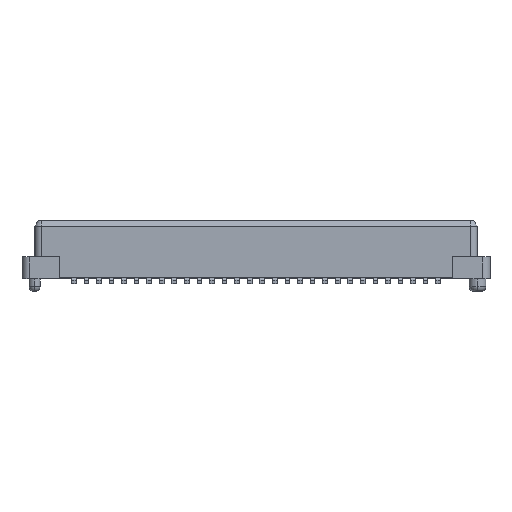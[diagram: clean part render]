
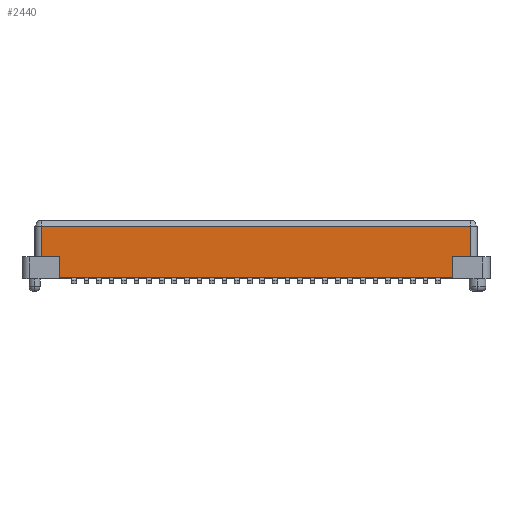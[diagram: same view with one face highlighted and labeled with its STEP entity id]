
A CAD part, top view. The second image highlights one B-rep face of the part: STEP entity #2440.
In plain terms, the highlighted planar face has unit normal (0, 0, 1).
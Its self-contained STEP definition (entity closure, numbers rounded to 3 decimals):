
#77 = VERTEX_POINT ( 'NONE', #1782 ) ;
#89 = AXIS2_PLACEMENT_3D ( 'NONE', #734, #1764, #2770 ) ;
#177 = EDGE_LOOP ( 'NONE', ( #755, #3136, #3005, #1044, #2872, #435, #3101, #2712 ) ) ;
#230 = DIRECTION ( 'NONE',  ( 0., 1., 0. ) ) ;
#251 = DIRECTION ( 'NONE',  ( 0., -1., 0. ) ) ;
#298 = EDGE_CURVE ( 'NONE', #77, #2316, #2901, .T. ) ;
#313 = CARTESIAN_POINT ( 'NONE',  ( 14.075, 1.7, 1.875 ) ) ;
#435 = ORIENTED_EDGE ( 'NONE', *, *, #3052, .T. ) ;
#443 = LINE ( 'NONE', #476, #1251 ) ;
#476 = CARTESIAN_POINT ( 'NONE',  ( 13.675, 32.399, 1.875 ) ) ;
#529 = VERTEX_POINT ( 'NONE', #2864 ) ;
#564 = DIRECTION ( 'NONE',  ( -1., 0., 0. ) ) ;
#572 = EDGE_CURVE ( 'NONE', #77, #2715, #3143, .T. ) ;
#576 = CARTESIAN_POINT ( 'NONE',  ( 0., 1.7, 1.875 ) ) ;
#598 = EDGE_CURVE ( 'NONE', #3110, #529, #3247, .T. ) ;
#707 = VECTOR ( 'NONE', #3042, 1000. ) ;
#734 = CARTESIAN_POINT ( 'NONE',  ( 14.075, 32.399, 1.875 ) ) ;
#755 = ORIENTED_EDGE ( 'NONE', *, *, #598, .T. ) ;
#827 = LINE ( 'NONE', #2923, #977 ) ;
#833 = EDGE_CURVE ( 'NONE', #3030, #1608, #2534, .T. ) ;
#955 = CARTESIAN_POINT ( 'NONE',  ( -13.675, 3.65, 1.875 ) ) ;
#977 = VECTOR ( 'NONE', #564, 1000. ) ;
#983 = PLANE ( 'NONE',  #89 ) ;
#1044 = ORIENTED_EDGE ( 'NONE', *, *, #298, .T. ) ;
#1063 = DIRECTION ( 'NONE',  ( -1., 0., 0. ) ) ;
#1236 = CARTESIAN_POINT ( 'NONE',  ( -13.675, 32.399, 1.875 ) ) ;
#1251 = VECTOR ( 'NONE', #230, 1000. ) ;
#1256 = CARTESIAN_POINT ( 'NONE',  ( -13.675, 1.7, 1.875 ) ) ;
#1409 = CARTESIAN_POINT ( 'NONE',  ( 12.52, 0.3, 1.875 ) ) ;
#1508 = CARTESIAN_POINT ( 'NONE',  ( -12.52, 1.7, 1.875 ) ) ;
#1532 = VECTOR ( 'NONE', #1612, 1000. ) ;
#1608 = VERTEX_POINT ( 'NONE', #1256 ) ;
#1612 = DIRECTION ( 'NONE',  ( 1., 0., 0. ) ) ;
#1687 = EDGE_CURVE ( 'NONE', #3110, #1608, #2339, .T. ) ;
#1702 = DIRECTION ( 'NONE',  ( 0., -1., 0. ) ) ;
#1764 = DIRECTION ( 'NONE',  ( 0., 0., 1. ) ) ;
#1782 = CARTESIAN_POINT ( 'NONE',  ( 12.52, 1.7, 1.875 ) ) ;
#1850 = VECTOR ( 'NONE', #1702, 1000. ) ;
#1854 = VECTOR ( 'NONE', #2893, 1000. ) ;
#2236 = CARTESIAN_POINT ( 'NONE',  ( 12.52, 0.35, 1.875 ) ) ;
#2267 = FACE_OUTER_BOUND ( 'NONE', #177, .T. ) ;
#2316 = VERTEX_POINT ( 'NONE', #2441 ) ;
#2339 = LINE ( 'NONE', #313, #3013 ) ;
#2440 = ADVANCED_FACE ( 'NONE', ( #2267 ), #983, .T. ) ;
#2441 = CARTESIAN_POINT ( 'NONE',  ( 13.675, 1.7, 1.875 ) ) ;
#2449 = EDGE_CURVE ( 'NONE', #2715, #529, #827, .T. ) ;
#2461 = VERTEX_POINT ( 'NONE', #2648 ) ;
#2479 = CARTESIAN_POINT ( 'NONE',  ( 14.075, 3.65, 1.875 ) ) ;
#2529 = VECTOR ( 'NONE', #251, 1000. ) ;
#2534 = LINE ( 'NONE', #1236, #2529 ) ;
#2648 = CARTESIAN_POINT ( 'NONE',  ( 13.675, 3.65, 1.875 ) ) ;
#2712 = ORIENTED_EDGE ( 'NONE', *, *, #1687, .F. ) ;
#2715 = VERTEX_POINT ( 'NONE', #2236 ) ;
#2753 = CARTESIAN_POINT ( 'NONE',  ( -12.52, 32.399, 1.875 ) ) ;
#2770 = DIRECTION ( 'NONE',  ( 1., 0., 0. ) ) ;
#2864 = CARTESIAN_POINT ( 'NONE',  ( -12.52, 0.35, 1.875 ) ) ;
#2872 = ORIENTED_EDGE ( 'NONE', *, *, #3097, .T. ) ;
#2893 = DIRECTION ( 'NONE',  ( 0., -1., 0. ) ) ;
#2901 = LINE ( 'NONE', #576, #1532 ) ;
#2923 = CARTESIAN_POINT ( 'NONE',  ( 14.075, 0.35, 1.875 ) ) ;
#3005 = ORIENTED_EDGE ( 'NONE', *, *, #572, .F. ) ;
#3013 = VECTOR ( 'NONE', #1063, 1000. ) ;
#3016 = LINE ( 'NONE', #2479, #707 ) ;
#3030 = VERTEX_POINT ( 'NONE', #955 ) ;
#3042 = DIRECTION ( 'NONE',  ( -1., 0., 0. ) ) ;
#3052 = EDGE_CURVE ( 'NONE', #2461, #3030, #3016, .T. ) ;
#3097 = EDGE_CURVE ( 'NONE', #2316, #2461, #443, .T. ) ;
#3101 = ORIENTED_EDGE ( 'NONE', *, *, #833, .T. ) ;
#3110 = VERTEX_POINT ( 'NONE', #1508 ) ;
#3136 = ORIENTED_EDGE ( 'NONE', *, *, #2449, .F. ) ;
#3143 = LINE ( 'NONE', #1409, #1854 ) ;
#3247 = LINE ( 'NONE', #2753, #1850 ) ;
